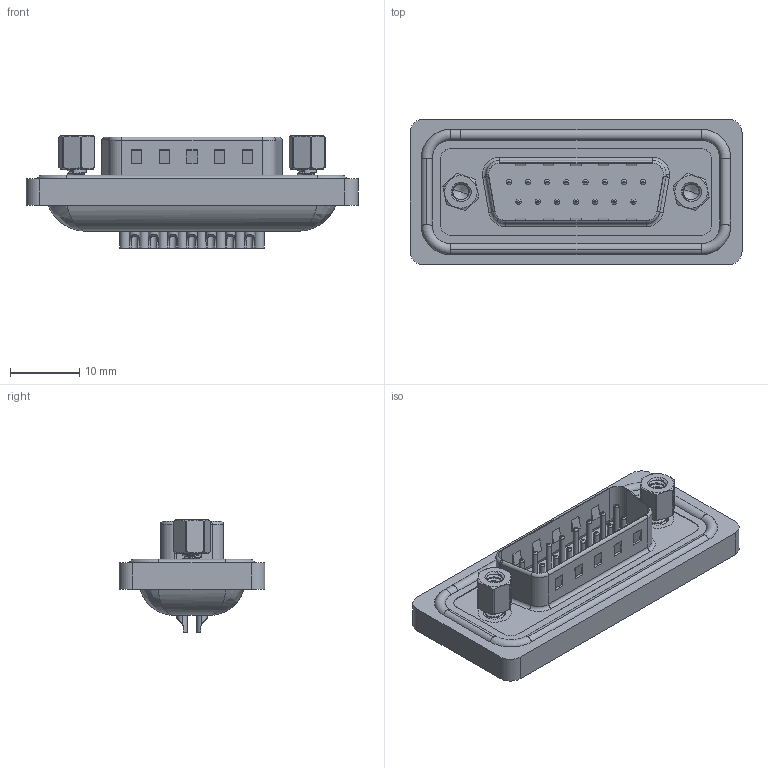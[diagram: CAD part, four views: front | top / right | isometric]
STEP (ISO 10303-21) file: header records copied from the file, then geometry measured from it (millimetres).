
FILE_DESCRIPTION (( 'STEP AP203' ), '1' );
FILE_NAME ('627-W15-222-012.STEP', '2024-03-19T11:58:12', ( '' ), ( '' ), 'SwSTEP 2.0', 'SolidWorks 2023', '' );
FILE_SCHEMA (( 'CONFIG_CONTROL_DESIGN' ));
Length unit declared in the file: millimetre
Products named in the file (8): 627W Shell Front_15 Contacts; 627-W15-222-012; 627W 4-40 Hex Standoff; 627W Contact Row 2_22; 627W Contact Row 1_22; 627W Housing_15 Contacts; 627W 4-40 Threaded Rivet; 627W Waterproof Housing_15 Contacts
Assembly tree (22 placements, depth 2):
  627-W15-222-012
    627W Housing_15 Contacts
    627W Shell Front_15 Contacts
    627W Contact Row 1_22  x8
    627W Contact Row 2_22  x7
    627W Waterproof Housing_15 Contacts
    627W 4-40 Threaded Rivet  x2
    627W 4-40 Hex Standoff  x2
Bounding box: 48 x 21.1 x 16.25 mm (x, y, z)
Volume: 5759 mm3; surface area: 8374 mm2
Topology: 23 solids, 23 shells, 1069 faces, 2602 edges, 1620 vertices
Faces by surface type: cylinder 486, plane 308, torus 193, cone 60, bspline 22
Entity records: 23356 total; most frequent: CARTESIAN_POINT 7601, DIRECTION 3151, ORIENTED_EDGE 2956, EDGE_CURVE 1478, AXIS2_PLACEMENT_3D 1230, VERTEX_POINT 948, EDGE_LOOP 734, VECTOR 691
